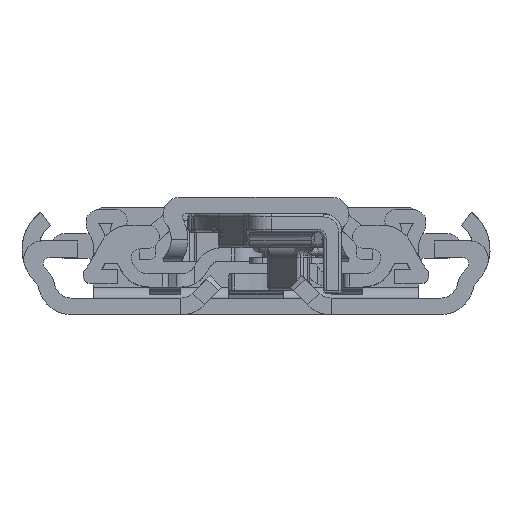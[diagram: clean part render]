
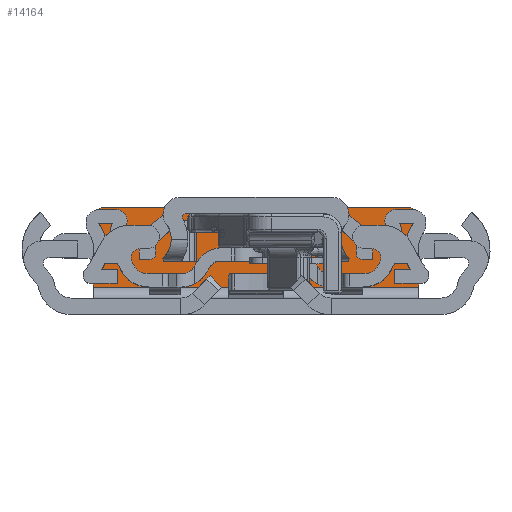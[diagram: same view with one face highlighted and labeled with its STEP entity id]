
A CAD part, front view. The second image highlights one B-rep face of the part: STEP entity #14164.
In plain terms, the highlighted planar face has unit normal (0, -1, 0).
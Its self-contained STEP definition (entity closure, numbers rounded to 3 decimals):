
#573=PLANE('',#15246);
#922=FACE_OUTER_BOUND('',#1767,.T.);
#1767=EDGE_LOOP('',(#9678,#9679,#9680,#9681,#9682,#9683));
#2711=LINE('',#21660,#3863);
#2714=LINE('',#21668,#3866);
#2715=LINE('',#21672,#3867);
#2716=LINE('',#21673,#3868);
#3863=VECTOR('',#17165,10.);
#3866=VECTOR('',#17174,10.);
#3867=VECTOR('',#17177,10.);
#3868=VECTOR('',#17178,10.);
#4981=CIRCLE('',#15242,2.);
#4984=CIRCLE('',#15247,2.);
#5891=VERTEX_POINT('',#21653);
#5892=VERTEX_POINT('',#21655);
#5893=VERTEX_POINT('',#21659);
#5895=VERTEX_POINT('',#21667);
#5896=VERTEX_POINT('',#21669);
#5897=VERTEX_POINT('',#21671);
#7341=EDGE_CURVE('',#5891,#5892,#4981,.T.);
#7343=EDGE_CURVE('',#5893,#5892,#2711,.T.);
#7348=EDGE_CURVE('',#5895,#5891,#2714,.T.);
#7349=EDGE_CURVE('',#5896,#5895,#4984,.T.);
#7350=EDGE_CURVE('',#5896,#5897,#2715,.T.);
#7351=EDGE_CURVE('',#5897,#5893,#2716,.T.);
#9678=ORIENTED_EDGE('',*,*,#7341,.F.);
#9679=ORIENTED_EDGE('',*,*,#7348,.F.);
#9680=ORIENTED_EDGE('',*,*,#7349,.F.);
#9681=ORIENTED_EDGE('',*,*,#7350,.T.);
#9682=ORIENTED_EDGE('',*,*,#7351,.T.);
#9683=ORIENTED_EDGE('',*,*,#7343,.T.);
#14164=ADVANCED_FACE('',(#922),#573,.T.);
#15242=AXIS2_PLACEMENT_3D('',#21656,#17160,#17161);
#15246=AXIS2_PLACEMENT_3D('',#21666,#17172,#17173);
#15247=AXIS2_PLACEMENT_3D('',#21670,#17175,#17176);
#17160=DIRECTION('center_axis',(0.,1.,0.));
#17161=DIRECTION('ref_axis',(0.707,0.,0.707));
#17165=DIRECTION('',(0.,0.,1.));
#17172=DIRECTION('center_axis',(0.,-1.,0.));
#17173=DIRECTION('ref_axis',(0.,0.,-1.));
#17174=DIRECTION('',(1.,0.,0.));
#17175=DIRECTION('center_axis',(0.,1.,0.));
#17176=DIRECTION('ref_axis',(-0.707,0.,0.707));
#17177=DIRECTION('',(0.,0.,-1.));
#17178=DIRECTION('',(1.,0.,0.));
#21653=CARTESIAN_POINT('',(24.5,747.3,17.5));
#21655=CARTESIAN_POINT('',(26.5,747.3,15.5));
#21656=CARTESIAN_POINT('Origin',(24.5,747.3,15.5));
#21659=CARTESIAN_POINT('',(26.5,747.3,4.5));
#21660=CARTESIAN_POINT('',(26.5,747.3,17.5));
#21666=CARTESIAN_POINT('Origin',(0.,747.3,4.5));
#21667=CARTESIAN_POINT('',(-24.5,747.3,17.5));
#21668=CARTESIAN_POINT('',(0.,747.3,17.5));
#21669=CARTESIAN_POINT('',(-26.5,747.3,15.5));
#21670=CARTESIAN_POINT('Origin',(-24.5,747.3,15.5));
#21671=CARTESIAN_POINT('',(-26.5,747.3,4.5));
#21672=CARTESIAN_POINT('',(-26.5,747.3,17.5));
#21673=CARTESIAN_POINT('',(0.,747.3,4.5));
